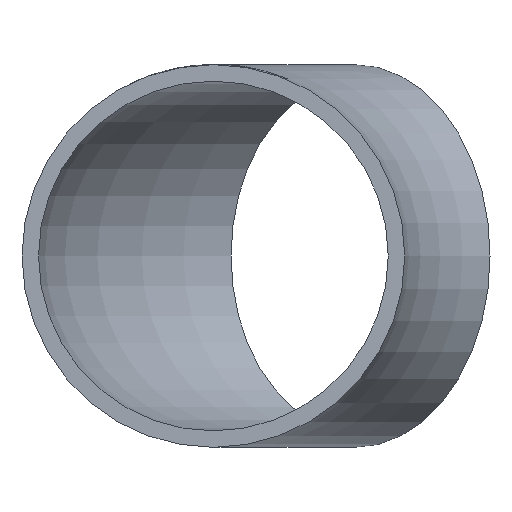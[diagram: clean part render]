
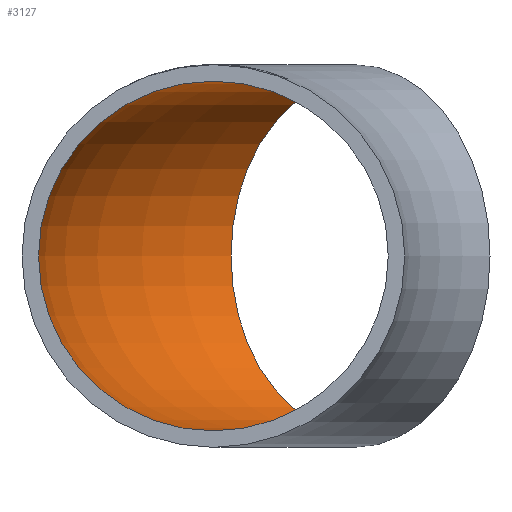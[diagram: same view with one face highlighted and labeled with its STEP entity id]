
A CAD part, front view. The second image highlights one B-rep face of the part: STEP entity #3127.
In plain terms, the highlighted toroidal (fillet/blend) face has major radius 76 mm and minor radius 27.55 mm.
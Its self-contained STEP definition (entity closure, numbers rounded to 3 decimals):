
#2312 = EDGE_CURVE ( 'NONE', #14315, #14315, #15502, .T. ) ;
#3127 = ADVANCED_FACE ( 'NONE', ( #7926, #9719 ), #20602, .F. ) ;
#3654 = AXIS2_PLACEMENT_3D ( 'NONE', #4038, #5740, #5628 ) ;
#4038 = CARTESIAN_POINT ( 'NONE',  ( -76., 0., 0. ) ) ;
#4548 = DIRECTION ( 'NONE',  ( -1., 0., 0. ) ) ;
#5334 = EDGE_CURVE ( 'NONE', #12748, #12748, #5487, .T. ) ;
#5487 = CIRCLE ( 'NONE', #17333, 27.55 ) ;
#5519 = CARTESIAN_POINT ( 'NONE',  ( -53.74, 53.74, 0. ) ) ;
#5628 = DIRECTION ( 'NONE',  ( 0., 0., 1. ) ) ;
#5740 = DIRECTION ( 'NONE',  ( 0., 1., 0. ) ) ;
#6278 = CARTESIAN_POINT ( 'NONE',  ( -76., 0., 27.55 ) ) ;
#6736 = ORIENTED_EDGE ( 'NONE', *, *, #5334, .T. ) ;
#7107 = DIRECTION ( 'NONE',  ( 0.707, 0.707, 0. ) ) ;
#7531 = EDGE_LOOP ( 'NONE', ( #6736 ) ) ;
#7926 = FACE_OUTER_BOUND ( 'NONE', #7531, .T. ) ;
#9086 = AXIS2_PLACEMENT_3D ( 'NONE', #16098, #17782, #4548 ) ;
#9719 = FACE_OUTER_BOUND ( 'NONE', #12912, .T. ) ;
#12748 = VERTEX_POINT ( 'NONE', #19191 ) ;
#12912 = EDGE_LOOP ( 'NONE', ( #20557 ) ) ;
#14315 = VERTEX_POINT ( 'NONE', #6278 ) ;
#15502 = CIRCLE ( 'NONE', #3654, 27.55 ) ;
#16098 = CARTESIAN_POINT ( 'NONE',  ( 0., 0., 0. ) ) ;
#17333 = AXIS2_PLACEMENT_3D ( 'NONE', #5519, #7107, #18136 ) ;
#17782 = DIRECTION ( 'NONE',  ( 0., 0., -1. ) ) ;
#18136 = DIRECTION ( 'NONE',  ( -0.707, 0.707, 0. ) ) ;
#19191 = CARTESIAN_POINT ( 'NONE',  ( -73.221, 73.221, 0. ) ) ;
#20557 = ORIENTED_EDGE ( 'NONE', *, *, #2312, .F. ) ;
#20602 = TOROIDAL_SURFACE ( 'NONE', #9086, 76., 27.55 ) ;
